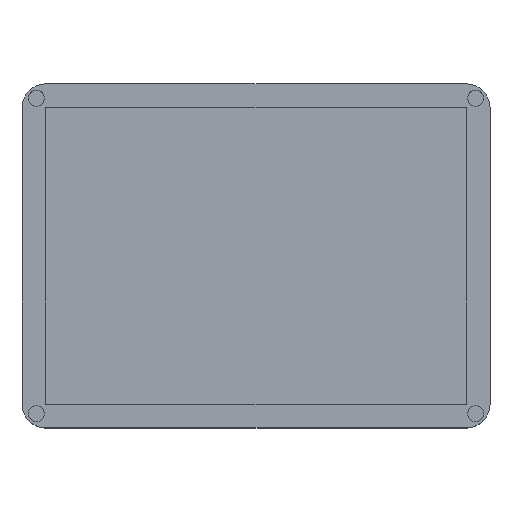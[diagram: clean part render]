
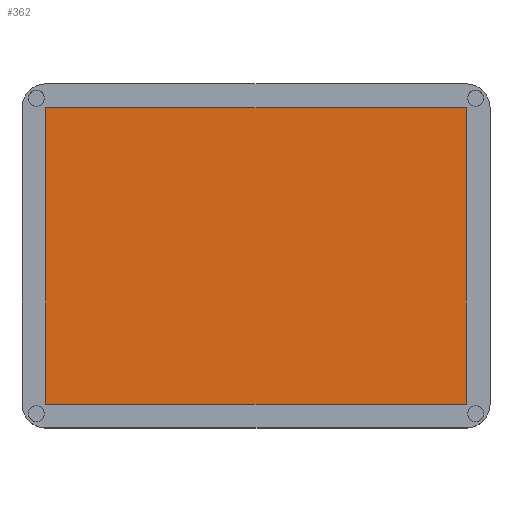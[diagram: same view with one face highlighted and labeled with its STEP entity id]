
A CAD part, top view. The second image highlights one B-rep face of the part: STEP entity #362.
In plain terms, the highlighted planar face has unit normal (0, 0, 1).
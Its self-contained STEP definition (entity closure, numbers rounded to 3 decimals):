
#28=PLANE('',#408);
#47=FACE_OUTER_BOUND('',#70,.T.);
#70=EDGE_LOOP('',(#270,#271,#272,#273));
#94=LINE('',#581,#126);
#95=LINE('',#583,#127);
#96=LINE('',#585,#128);
#97=LINE('',#586,#129);
#126=VECTOR('',#474,10.);
#127=VECTOR('',#475,10.);
#128=VECTOR('',#476,10.);
#129=VECTOR('',#477,10.);
#178=VERTEX_POINT('',#579);
#179=VERTEX_POINT('',#580);
#180=VERTEX_POINT('',#582);
#181=VERTEX_POINT('',#584);
#214=EDGE_CURVE('',#178,#179,#94,.T.);
#215=EDGE_CURVE('',#180,#178,#95,.T.);
#216=EDGE_CURVE('',#181,#180,#96,.T.);
#217=EDGE_CURVE('',#179,#181,#97,.T.);
#270=ORIENTED_EDGE('',*,*,#214,.F.);
#271=ORIENTED_EDGE('',*,*,#215,.F.);
#272=ORIENTED_EDGE('',*,*,#216,.F.);
#273=ORIENTED_EDGE('',*,*,#217,.F.);
#362=ADVANCED_FACE('',(#47),#28,.T.);
#408=AXIS2_PLACEMENT_3D('',#578,#472,#473);
#472=DIRECTION('center_axis',(0.,0.,1.));
#473=DIRECTION('ref_axis',(1.,0.,0.));
#474=DIRECTION('',(-1.,0.,0.));
#475=DIRECTION('',(0.,-1.,0.));
#476=DIRECTION('',(1.,0.,0.));
#477=DIRECTION('',(0.,1.,0.));
#578=CARTESIAN_POINT('Origin',(0.,0.,
2.));
#579=CARTESIAN_POINT('',(44.13,-31.125,2.));
#580=CARTESIAN_POINT('',(-44.13,-31.125,2.));
#581=CARTESIAN_POINT('',(22.065,-31.125,2.));
#582=CARTESIAN_POINT('',(44.13,31.125,2.));
#583=CARTESIAN_POINT('',(44.13,15.563,2.));
#584=CARTESIAN_POINT('',(-44.13,31.125,2.));
#585=CARTESIAN_POINT('',(-22.065,31.125,2.));
#586=CARTESIAN_POINT('',(-44.13,-15.563,2.));
